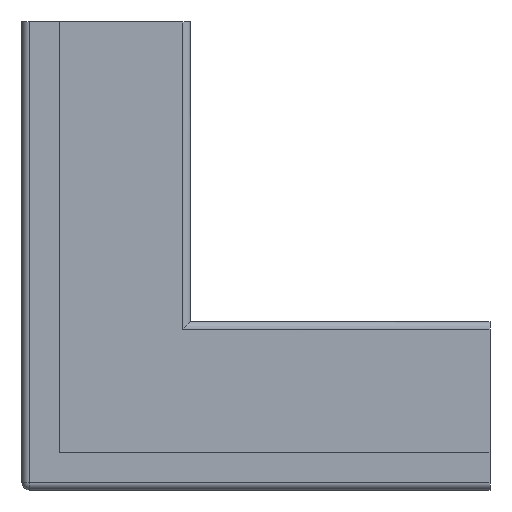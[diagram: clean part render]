
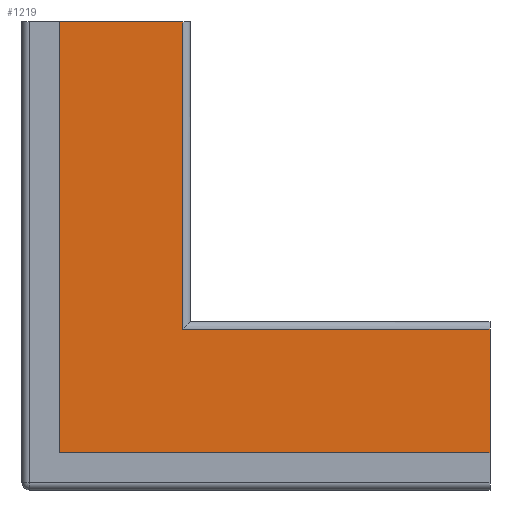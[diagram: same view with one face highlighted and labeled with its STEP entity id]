
A CAD part, front view. The second image highlights one B-rep face of the part: STEP entity #1219.
In plain terms, the highlighted planar face has unit normal (0, -1, 0).
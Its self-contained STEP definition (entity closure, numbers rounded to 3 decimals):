
#121 = PLANE('',#122);
#122 = AXIS2_PLACEMENT_3D('',#123,#124,#125);
#123 = CARTESIAN_POINT('',(-25.,-40.,50.));
#124 = DIRECTION('',(0.,0.,-1.));
#125 = DIRECTION('',(-0.,-1.,-0.));
#496 = PLANE('',#497);
#497 = AXIS2_PLACEMENT_3D('',#498,#499,#500);
#498 = CARTESIAN_POINT('',(25.,-40.,0.));
#499 = DIRECTION('',(-1.,0.,0.));
#500 = DIRECTION('',(0.,1.,0.));
#589 = EDGE_CURVE('',#590,#592,#594,.T.);
#590 = VERTEX_POINT('',#591);
#591 = CARTESIAN_POINT('',(-21.,-14.,50.));
#592 = VERTEX_POINT('',#593);
#593 = CARTESIAN_POINT('',(-7.8,-14.,50.));
#594 = SURFACE_CURVE('',#595,(#599,#606),.PCURVE_S1.);
#595 = LINE('',#596,#597);
#596 = CARTESIAN_POINT('',(-25.,-14.,50.));
#597 = VECTOR('',#598,1.);
#598 = DIRECTION('',(1.,0.,0.));
#599 = PCURVE('',#121,#600);
#600 = DEFINITIONAL_REPRESENTATION('',(#601),#605);
#601 = LINE('',#602,#603);
#602 = CARTESIAN_POINT('',(-26.,-0.));
#603 = VECTOR('',#604,1.);
#604 = DIRECTION('',(-0.,-1.));
#605 = ( GEOMETRIC_REPRESENTATION_CONTEXT(2) 
PARAMETRIC_REPRESENTATION_CONTEXT() REPRESENTATION_CONTEXT('2D SPACE',''
  ) );
#606 = PCURVE('',#607,#612);
#607 = PLANE('',#608);
#608 = AXIS2_PLACEMENT_3D('',#609,#610,#611);
#609 = CARTESIAN_POINT('',(-25.,-14.,0.));
#610 = DIRECTION('',(0.,1.,0.));
#611 = DIRECTION('',(0.,0.,-1.));
#612 = DEFINITIONAL_REPRESENTATION('',(#613),#617);
#613 = LINE('',#614,#615);
#614 = CARTESIAN_POINT('',(-50.,0.));
#615 = VECTOR('',#616,1.);
#616 = DIRECTION('',(-0.,-1.));
#617 = ( GEOMETRIC_REPRESENTATION_CONTEXT(2) 
PARAMETRIC_REPRESENTATION_CONTEXT() REPRESENTATION_CONTEXT('2D SPACE',''
  ) );
#640 = CYLINDRICAL_SURFACE('',#641,0.8);
#641 = AXIS2_PLACEMENT_3D('',#642,#643,#644);
#642 = CARTESIAN_POINT('',(-7.8,-13.2,0.));
#643 = DIRECTION('',(0.,-0.,1.));
#644 = DIRECTION('',(-0.,-1.,0.));
#973 = PLANE('',#974);
#974 = AXIS2_PLACEMENT_3D('',#975,#976,#977);
#975 = CARTESIAN_POINT('',(-21.,0.,25.));
#976 = DIRECTION('',(1.,0.,0.));
#977 = DIRECTION('',(0.,0.,-1.));
#1057 = PLANE('',#1058);
#1058 = AXIS2_PLACEMENT_3D('',#1059,#1060,#1061);
#1059 = CARTESIAN_POINT('',(0.,0.,4.));
#1060 = DIRECTION('',(0.,0.,1.));
#1061 = DIRECTION('',(1.,0.,-0.));
#1219 = ADVANCED_FACE('',(#1220),#607,.F.);
#1220 = FACE_BOUND('',#1221,.T.);
#1221 = EDGE_LOOP('',(#1222,#1245,#1268,#1291,#1319,#1340));
#1222 = ORIENTED_EDGE('',*,*,#1223,.T.);
#1223 = EDGE_CURVE('',#590,#1224,#1226,.T.);
#1224 = VERTEX_POINT('',#1225);
#1225 = CARTESIAN_POINT('',(-21.,-14.,4.));
#1226 = SURFACE_CURVE('',#1227,(#1231,#1238),.PCURVE_S1.);
#1227 = LINE('',#1228,#1229);
#1228 = CARTESIAN_POINT('',(-21.,-14.,50.));
#1229 = VECTOR('',#1230,1.);
#1230 = DIRECTION('',(0.,0.,-1.));
#1231 = PCURVE('',#607,#1232);
#1232 = DEFINITIONAL_REPRESENTATION('',(#1233),#1237);
#1233 = LINE('',#1234,#1235);
#1234 = CARTESIAN_POINT('',(-50.,-4.));
#1235 = VECTOR('',#1236,1.);
#1236 = DIRECTION('',(1.,0.));
#1237 = ( GEOMETRIC_REPRESENTATION_CONTEXT(2) 
PARAMETRIC_REPRESENTATION_CONTEXT() REPRESENTATION_CONTEXT('2D SPACE',''
  ) );
#1238 = PCURVE('',#973,#1239);
#1239 = DEFINITIONAL_REPRESENTATION('',(#1240),#1244);
#1240 = LINE('',#1241,#1242);
#1241 = CARTESIAN_POINT('',(-25.,-14.));
#1242 = VECTOR('',#1243,1.);
#1243 = DIRECTION('',(1.,-0.));
#1244 = ( GEOMETRIC_REPRESENTATION_CONTEXT(2) 
PARAMETRIC_REPRESENTATION_CONTEXT() REPRESENTATION_CONTEXT('2D SPACE',''
  ) );
#1245 = ORIENTED_EDGE('',*,*,#1246,.T.);
#1246 = EDGE_CURVE('',#1224,#1247,#1249,.T.);
#1247 = VERTEX_POINT('',#1248);
#1248 = CARTESIAN_POINT('',(25.,-14.,4.));
#1249 = SURFACE_CURVE('',#1250,(#1254,#1261),.PCURVE_S1.);
#1250 = LINE('',#1251,#1252);
#1251 = CARTESIAN_POINT('',(-21.,-14.,4.));
#1252 = VECTOR('',#1253,1.);
#1253 = DIRECTION('',(1.,0.,0.));
#1254 = PCURVE('',#607,#1255);
#1255 = DEFINITIONAL_REPRESENTATION('',(#1256),#1260);
#1256 = LINE('',#1257,#1258);
#1257 = CARTESIAN_POINT('',(-4.,-4.));
#1258 = VECTOR('',#1259,1.);
#1259 = DIRECTION('',(0.,-1.));
#1260 = ( GEOMETRIC_REPRESENTATION_CONTEXT(2) 
PARAMETRIC_REPRESENTATION_CONTEXT() REPRESENTATION_CONTEXT('2D SPACE',''
  ) );
#1261 = PCURVE('',#1057,#1262);
#1262 = DEFINITIONAL_REPRESENTATION('',(#1263),#1267);
#1263 = LINE('',#1264,#1265);
#1264 = CARTESIAN_POINT('',(-21.,-14.));
#1265 = VECTOR('',#1266,1.);
#1266 = DIRECTION('',(1.,0.));
#1267 = ( GEOMETRIC_REPRESENTATION_CONTEXT(2) 
PARAMETRIC_REPRESENTATION_CONTEXT() REPRESENTATION_CONTEXT('2D SPACE',''
  ) );
#1268 = ORIENTED_EDGE('',*,*,#1269,.T.);
#1269 = EDGE_CURVE('',#1247,#1270,#1272,.T.);
#1270 = VERTEX_POINT('',#1271);
#1271 = CARTESIAN_POINT('',(25.,-14.,17.2));
#1272 = SURFACE_CURVE('',#1273,(#1277,#1284),.PCURVE_S1.);
#1273 = LINE('',#1274,#1275);
#1274 = CARTESIAN_POINT('',(25.,-14.,0.));
#1275 = VECTOR('',#1276,1.);
#1276 = DIRECTION('',(0.,0.,1.));
#1277 = PCURVE('',#607,#1278);
#1278 = DEFINITIONAL_REPRESENTATION('',(#1279),#1283);
#1279 = LINE('',#1280,#1281);
#1280 = CARTESIAN_POINT('',(0.,-50.));
#1281 = VECTOR('',#1282,1.);
#1282 = DIRECTION('',(-1.,0.));
#1283 = ( GEOMETRIC_REPRESENTATION_CONTEXT(2) 
PARAMETRIC_REPRESENTATION_CONTEXT() REPRESENTATION_CONTEXT('2D SPACE',''
  ) );
#1284 = PCURVE('',#496,#1285);
#1285 = DEFINITIONAL_REPRESENTATION('',(#1286),#1290);
#1286 = LINE('',#1287,#1288);
#1287 = CARTESIAN_POINT('',(26.,0.));
#1288 = VECTOR('',#1289,1.);
#1289 = DIRECTION('',(0.,-1.));
#1290 = ( GEOMETRIC_REPRESENTATION_CONTEXT(2) 
PARAMETRIC_REPRESENTATION_CONTEXT() REPRESENTATION_CONTEXT('2D SPACE',''
  ) );
#1291 = ORIENTED_EDGE('',*,*,#1292,.F.);
#1292 = EDGE_CURVE('',#1293,#1270,#1295,.T.);
#1293 = VERTEX_POINT('',#1294);
#1294 = CARTESIAN_POINT('',(-7.8,-14.,17.2));
#1295 = SURFACE_CURVE('',#1296,(#1300,#1307),.PCURVE_S1.);
#1296 = LINE('',#1297,#1298);
#1297 = CARTESIAN_POINT('',(-25.,-14.,17.2));
#1298 = VECTOR('',#1299,1.);
#1299 = DIRECTION('',(1.,0.,0.));
#1300 = PCURVE('',#607,#1301);
#1301 = DEFINITIONAL_REPRESENTATION('',(#1302),#1306);
#1302 = LINE('',#1303,#1304);
#1303 = CARTESIAN_POINT('',(-17.2,0.));
#1304 = VECTOR('',#1305,1.);
#1305 = DIRECTION('',(0.,-1.));
#1306 = ( GEOMETRIC_REPRESENTATION_CONTEXT(2) 
PARAMETRIC_REPRESENTATION_CONTEXT() REPRESENTATION_CONTEXT('2D SPACE',''
  ) );
#1307 = PCURVE('',#1308,#1313);
#1308 = CYLINDRICAL_SURFACE('',#1309,0.8);
#1309 = AXIS2_PLACEMENT_3D('',#1310,#1311,#1312);
#1310 = CARTESIAN_POINT('',(-25.,-13.2,17.2));
#1311 = DIRECTION('',(1.,0.,0.));
#1312 = DIRECTION('',(0.,-1.,-0.));
#1313 = DEFINITIONAL_REPRESENTATION('',(#1314),#1318);
#1314 = LINE('',#1315,#1316);
#1315 = CARTESIAN_POINT('',(-0.,0.));
#1316 = VECTOR('',#1317,1.);
#1317 = DIRECTION('',(-0.,1.));
#1318 = ( GEOMETRIC_REPRESENTATION_CONTEXT(2) 
PARAMETRIC_REPRESENTATION_CONTEXT() REPRESENTATION_CONTEXT('2D SPACE',''
  ) );
#1319 = ORIENTED_EDGE('',*,*,#1320,.T.);
#1320 = EDGE_CURVE('',#1293,#592,#1321,.T.);
#1321 = SURFACE_CURVE('',#1322,(#1326,#1333),.PCURVE_S1.);
#1322 = LINE('',#1323,#1324);
#1323 = CARTESIAN_POINT('',(-7.8,-14.,0.));
#1324 = VECTOR('',#1325,1.);
#1325 = DIRECTION('',(0.,-0.,1.));
#1326 = PCURVE('',#607,#1327);
#1327 = DEFINITIONAL_REPRESENTATION('',(#1328),#1332);
#1328 = LINE('',#1329,#1330);
#1329 = CARTESIAN_POINT('',(0.,-17.2));
#1330 = VECTOR('',#1331,1.);
#1331 = DIRECTION('',(-1.,0.));
#1332 = ( GEOMETRIC_REPRESENTATION_CONTEXT(2) 
PARAMETRIC_REPRESENTATION_CONTEXT() REPRESENTATION_CONTEXT('2D SPACE',''
  ) );
#1333 = PCURVE('',#640,#1334);
#1334 = DEFINITIONAL_REPRESENTATION('',(#1335),#1339);
#1335 = LINE('',#1336,#1337);
#1336 = CARTESIAN_POINT('',(0.,0.));
#1337 = VECTOR('',#1338,1.);
#1338 = DIRECTION('',(0.,1.));
#1339 = ( GEOMETRIC_REPRESENTATION_CONTEXT(2) 
PARAMETRIC_REPRESENTATION_CONTEXT() REPRESENTATION_CONTEXT('2D SPACE',''
  ) );
#1340 = ORIENTED_EDGE('',*,*,#589,.F.);
